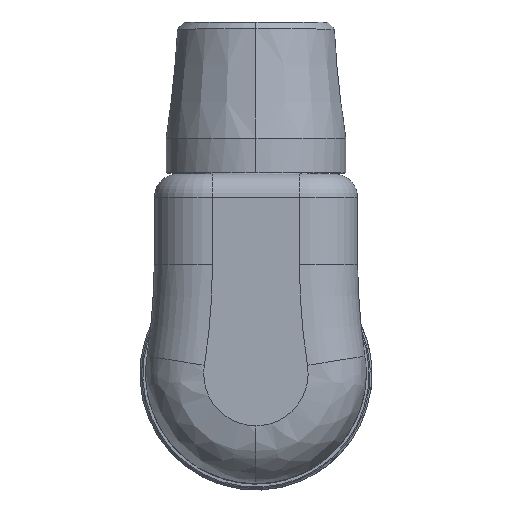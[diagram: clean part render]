
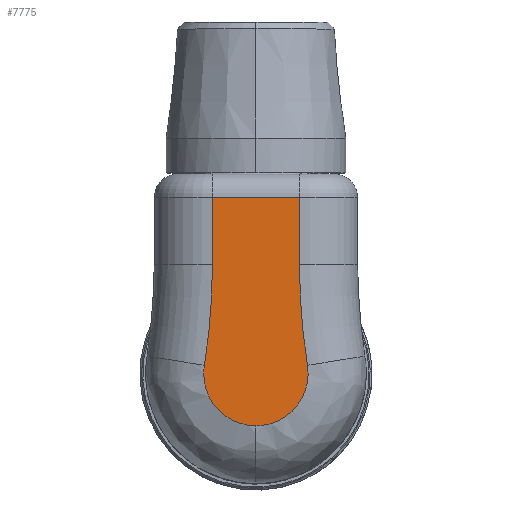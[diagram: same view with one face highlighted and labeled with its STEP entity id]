
A CAD part, top view. The second image highlights one B-rep face of the part: STEP entity #7775.
In plain terms, the highlighted planar face has unit normal (0, 0, 1).
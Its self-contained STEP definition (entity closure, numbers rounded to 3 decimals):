
#7741=AXIS2_PLACEMENT_3D('Circle Axis2P3D',#7739,#7740,$) ;
#7754=AXIS2_PLACEMENT_3D('Plane Axis2P3D',#7751,#7752,#7753) ;
#7763=AXIS2_PLACEMENT_3D('Circle Axis2P3D',#7761,#7762,$) ;
#5868=CARTESIAN_POINT('Vertex',(10.,5.5,34.1)) ;
#5902=CARTESIAN_POINT('Vertex',(14.443,10.712,34.1)) ;
#5906=CARTESIAN_POINT('Control Point',(14.443,10.712,34.1)) ;
#5907=CARTESIAN_POINT('Control Point',(14.915,7.769,34.1)) ;
#5908=CARTESIAN_POINT('Control Point',(12.981,5.5,34.1)) ;
#5909=CARTESIAN_POINT('Control Point',(10.,5.5,34.1)) ;
#6283=CARTESIAN_POINT('Control Point',(10.,5.5,34.1)) ;
#6284=CARTESIAN_POINT('Control Point',(7.019,5.5,34.1)) ;
#6285=CARTESIAN_POINT('Control Point',(5.085,7.769,34.1)) ;
#6286=CARTESIAN_POINT('Control Point',(5.557,10.712,34.1)) ;
#6287=CARTESIAN_POINT('Vertex',(5.557,10.712,34.1)) ;
#7002=CARTESIAN_POINT('Vertex',(6.25,19.417,34.1)) ;
#7005=CARTESIAN_POINT('Line Origine',(6.25,19.417,34.1)) ;
#7009=CARTESIAN_POINT('Vertex',(6.25,25.2,34.1)) ;
#7274=CARTESIAN_POINT('Line Origine',(13.75,19.417,34.1)) ;
#7278=CARTESIAN_POINT('Vertex',(13.75,19.417,34.1)) ;
#7280=CARTESIAN_POINT('Vertex',(13.75,25.2,34.1)) ;
#7739=CARTESIAN_POINT('Axis2P3D Location',(68.75,19.417,34.1)) ;
#7751=CARTESIAN_POINT('Axis2P3D Location',(-48.75,19.417,34.1)) ;
#7756=CARTESIAN_POINT('Line Origine',(10.,25.2,34.1)) ;
#7761=CARTESIAN_POINT('Axis2P3D Location',(-48.75,19.417,34.1)) ;
#7006=DIRECTION('Vector Direction',(0.,-1.,0.)) ;
#7275=DIRECTION('Vector Direction',(0.,1.,0.)) ;
#7740=DIRECTION('Axis2P3D Direction',(0.,0.,-1.)) ;
#7752=DIRECTION('Axis2P3D Direction',(0.,0.,-1.)) ;
#7753=DIRECTION('Axis2P3D XDirection',(-1.,0.,0.)) ;
#7757=DIRECTION('Vector Direction',(-1.,0.,0.)) ;
#7762=DIRECTION('Axis2P3D Direction',(0.,0.,-1.)) ;
#7007=VECTOR('Line Direction',#7006,1.) ;
#7276=VECTOR('Line Direction',#7275,1.) ;
#7758=VECTOR('Line Direction',#7757,1.) ;
#7767=ORIENTED_EDGE('',*,*,#7282,.T.) ;
#7768=ORIENTED_EDGE('',*,*,#7760,.T.) ;
#7769=ORIENTED_EDGE('',*,*,#7011,.T.) ;
#7770=ORIENTED_EDGE('',*,*,#7765,.T.) ;
#7771=ORIENTED_EDGE('',*,*,#6289,.T.) ;
#7772=ORIENTED_EDGE('',*,*,#5910,.T.) ;
#7773=ORIENTED_EDGE('',*,*,#7743,.T.) ;
#7775=ADVANCED_FACE('Hauptk\X2\00F6\X0\rper',(#7774),#7755,.F.) ;
#7742=CIRCLE('generated circle',#7741,55.) ;
#7764=CIRCLE('generated circle',#7763,55.) ;
#5910=EDGE_CURVE('',#5869,#5903,#5905,.F.) ;
#6289=EDGE_CURVE('',#6288,#5869,#6282,.F.) ;
#7011=EDGE_CURVE('',#7010,#7003,#7008,.T.) ;
#7282=EDGE_CURVE('',#7279,#7281,#7277,.T.) ;
#7743=EDGE_CURVE('',#5903,#7279,#7742,.T.) ;
#7760=EDGE_CURVE('',#7281,#7010,#7759,.T.) ;
#7765=EDGE_CURVE('',#7003,#6288,#7764,.T.) ;
#7766=EDGE_LOOP('',(#7767,#7768,#7769,#7770,#7771,#7772,#7773)) ;
#7774=FACE_OUTER_BOUND('',#7766,.T.) ;
#7008=LINE('Line',#7005,#7007) ;
#7277=LINE('Line',#7274,#7276) ;
#7759=LINE('Line',#7756,#7758) ;
#7755=PLANE('',#7754) ;
#5869=VERTEX_POINT('',#5868) ;
#5903=VERTEX_POINT('',#5902) ;
#6288=VERTEX_POINT('',#6287) ;
#7003=VERTEX_POINT('',#7002) ;
#7010=VERTEX_POINT('',#7009) ;
#7279=VERTEX_POINT('',#7278) ;
#7281=VERTEX_POINT('',#7280) ;
#5905=(BOUNDED_CURVE()B_SPLINE_CURVE(3,(#5906,#5907,#5908,#5909),.UNSPECIFIED.,.F.,.U.)B_SPLINE_CURVE_WITH_KNOTS((4,4),(0.,15.367),.UNSPECIFIED.)CURVE()GEOMETRIC_REPRESENTATION_ITEM()RATIONAL_B_SPLINE_CURVE((1.,0.766,0.766,1.))REPRESENTATION_ITEM('')) ;
#6282=(BOUNDED_CURVE()B_SPLINE_CURVE(3,(#6283,#6284,#6285,#6286),.UNSPECIFIED.,.F.,.U.)B_SPLINE_CURVE_WITH_KNOTS((4,4),(15.367,30.734),.UNSPECIFIED.)CURVE()GEOMETRIC_REPRESENTATION_ITEM()RATIONAL_B_SPLINE_CURVE((1.,0.766,0.766,1.))REPRESENTATION_ITEM('')) ;
